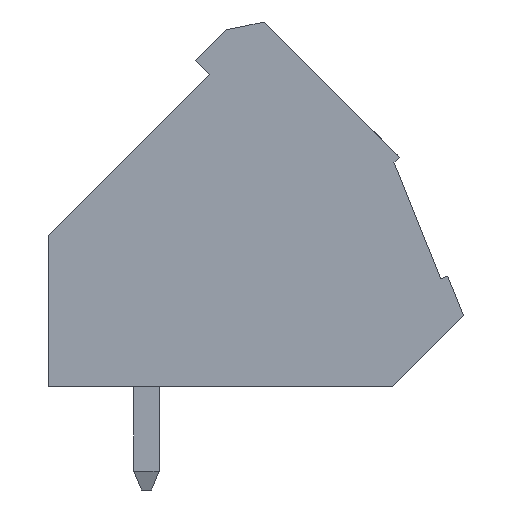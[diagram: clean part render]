
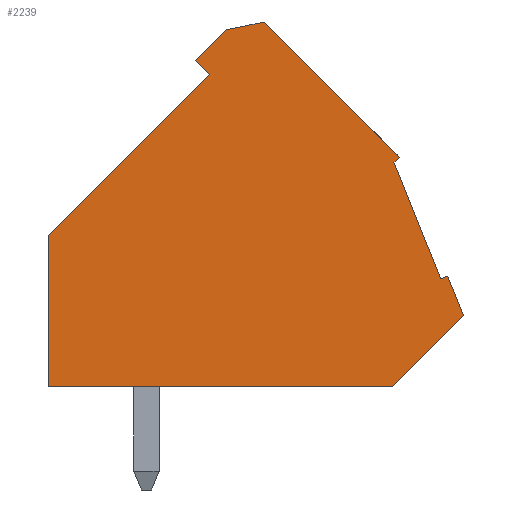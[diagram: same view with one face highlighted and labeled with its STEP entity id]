
A CAD part, left-side view. The second image highlights one B-rep face of the part: STEP entity #2239.
In plain terms, the highlighted planar face has unit normal (-1, 0, 0).
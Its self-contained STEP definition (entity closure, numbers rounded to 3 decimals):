
#2239 = ADVANCED_FACE( '', ( #4840 ), #4841, .F. );
#4840 = FACE_OUTER_BOUND( '', #7878, .T. );
#4841 = PLANE( '', #7879 );
#7878 = EDGE_LOOP( '', ( #14319, #14320, #14321, #14322, #14323, #14324, #14325, #14326, #14327, #14328, #14329, #14330 ) );
#7879 = AXIS2_PLACEMENT_3D( '', #14331, #14332, #14333 );
#14319 = ORIENTED_EDGE( '', *, *, #20507, .F. );
#14320 = ORIENTED_EDGE( '', *, *, #21650, .F. );
#14321 = ORIENTED_EDGE( '', *, *, #19207, .F. );
#14322 = ORIENTED_EDGE( '', *, *, #21651, .F. );
#14323 = ORIENTED_EDGE( '', *, *, #20692, .F. );
#14324 = ORIENTED_EDGE( '', *, *, #21652, .F. );
#14325 = ORIENTED_EDGE( '', *, *, #21653, .F. );
#14326 = ORIENTED_EDGE( '', *, *, #19096, .F. );
#14327 = ORIENTED_EDGE( '', *, *, #21654, .F. );
#14328 = ORIENTED_EDGE( '', *, *, #19547, .F. );
#14329 = ORIENTED_EDGE( '', *, *, #21655, .F. );
#14330 = ORIENTED_EDGE( '', *, *, #21171, .F. );
#14331 = CARTESIAN_POINT( '', ( -59.12, 0., 0. ) );
#14332 = DIRECTION( '', ( 1., 0., 0. ) );
#14333 = DIRECTION( '', ( 0., 0., -1. ) );
#19096 = EDGE_CURVE( '', #23010, #23011, #23012, .T. );
#19207 = EDGE_CURVE( '', #23221, #23222, #23223, .T. );
#19547 = EDGE_CURVE( '', #23824, #23825, #23826, .T. );
#20507 = EDGE_CURVE( '', #25434, #25436, #25437, .T. );
#20692 = EDGE_CURVE( '', #25732, #25733, #25734, .T. );
#21171 = EDGE_CURVE( '', #25436, #26462, #26463, .T. );
#21650 = EDGE_CURVE( '', #23222, #25434, #27122, .T. );
#21651 = EDGE_CURVE( '', #25733, #23221, #27123, .T. );
#21652 = EDGE_CURVE( '', #27124, #25732, #27125, .T. );
#21653 = EDGE_CURVE( '', #23011, #27124, #27126, .T. );
#21654 = EDGE_CURVE( '', #23825, #23010, #27127, .T. );
#21655 = EDGE_CURVE( '', #26462, #23824, #27128, .T. );
#23010 = VERTEX_POINT( '', #28784 );
#23011 = VERTEX_POINT( '', #28785 );
#23012 = LINE( '', #28786, #28787 );
#23221 = VERTEX_POINT( '', #29089 );
#23222 = VERTEX_POINT( '', #29090 );
#23223 = LINE( '', #29091, #29092 );
#23824 = VERTEX_POINT( '', #29965 );
#23825 = VERTEX_POINT( '', #29966 );
#23826 = LINE( '', #29967, #29968 );
#25434 = VERTEX_POINT( '', #32326 );
#25436 = VERTEX_POINT( '', #32329 );
#25437 = LINE( '', #32330, #32331 );
#25732 = VERTEX_POINT( '', #32817 );
#25733 = VERTEX_POINT( '', #32818 );
#25734 = LINE( '', #32819, #32820 );
#26462 = VERTEX_POINT( '', #33937 );
#26463 = LINE( '', #33938, #33939 );
#27122 = LINE( '', #34973, #34974 );
#27123 = LINE( '', #34975, #34976 );
#27124 = VERTEX_POINT( '', #34977 );
#27125 = LINE( '', #34978, #34979 );
#27126 = LINE( '', #34980, #34981 );
#27127 = LINE( '', #34982, #34983 );
#27128 = LINE( '', #34984, #34985 );
#28784 = CARTESIAN_POINT( '', ( -59.12, 0.987, 9.98 ) );
#28785 = CARTESIAN_POINT( '', ( -59.12, -0.215, 11.182 ) );
#28786 = CARTESIAN_POINT( '', ( -59.12, 0.987, 9.98 ) );
#28787 = VECTOR( '', #36970, 1000. );
#29089 = CARTESIAN_POINT( '', ( -59.12, -8.752, 1.294 ) );
#29090 = CARTESIAN_POINT( '', ( -59.12, -9.031, 1.406 ) );
#29091 = CARTESIAN_POINT( '', ( -59.12, -8.752, 1.294 ) );
#29092 = VECTOR( '', #37103, 1000. );
#29965 = CARTESIAN_POINT( '', ( -59.12, 6.836, 3. ) );
#29966 = CARTESIAN_POINT( '', ( -59.12, 0.422, 9.414 ) );
#29967 = CARTESIAN_POINT( '', ( -59.12, 6.836, 3. ) );
#29968 = VECTOR( '', #37445, 1000. );
#32326 = CARTESIAN_POINT( '', ( -59.12, -9.664, -0.172 ) );
#32329 = CARTESIAN_POINT( '', ( -59.12, -6.836, -3. ) );
#32330 = CARTESIAN_POINT( '', ( -59.12, -9.664, -0.172 ) );
#32331 = VECTOR( '', #38413, 1000. );
#32817 = CARTESIAN_POINT( '', ( -59.12, -7.109, 6.126 ) );
#32818 = CARTESIAN_POINT( '', ( -59.12, -6.897, 5.914 ) );
#32819 = CARTESIAN_POINT( '', ( -59.12, -7.109, 6.126 ) );
#32820 = VECTOR( '', #38575, 1000. );
#33937 = CARTESIAN_POINT( '', ( -59.12, 6.836, -3. ) );
#33938 = CARTESIAN_POINT( '', ( -59.12, -6.836, -3. ) );
#33939 = VECTOR( '', #39025, 1000. );
#34973 = CARTESIAN_POINT( '', ( -59.12, -9.031, 1.406 ) );
#34974 = VECTOR( '', #39458, 1000. );
#34975 = CARTESIAN_POINT( '', ( -59.12, -6.897, 5.914 ) );
#34976 = VECTOR( '', #39459, 1000. );
#34977 = CARTESIAN_POINT( '', ( -59.12, -1.735, 11.5 ) );
#34978 = CARTESIAN_POINT( '', ( -59.12, -1.735, 11.5 ) );
#34979 = VECTOR( '', #39460, 1000. );
#34980 = CARTESIAN_POINT( '', ( -59.12, -0.215, 11.182 ) );
#34981 = VECTOR( '', #39461, 1000. );
#34982 = CARTESIAN_POINT( '', ( -59.12, 0.422, 9.414 ) );
#34983 = VECTOR( '', #39462, 1000. );
#34984 = CARTESIAN_POINT( '', ( -59.12, 6.836, -3. ) );
#34985 = VECTOR( '', #39463, 1000. );
#36970 = DIRECTION( '', ( 0., -0.707, 0.707 ) );
#37103 = DIRECTION( '', ( 0., -0.928, 0.373 ) );
#37445 = DIRECTION( '', ( 0., -0.707, 0.707 ) );
#38413 = DIRECTION( '', ( 0., 0.707, -0.707 ) );
#38575 = DIRECTION( '', ( 0., 0.707, -0.707 ) );
#39025 = DIRECTION( '', ( 0., 1., 0. ) );
#39458 = DIRECTION( '', ( 0., -0.373, -0.928 ) );
#39459 = DIRECTION( '', ( 0., -0.373, -0.928 ) );
#39460 = DIRECTION( '', ( 0., -0.707, -0.707 ) );
#39461 = DIRECTION( '', ( 0., -0.979, 0.205 ) );
#39462 = DIRECTION( '', ( 0., 0.707, 0.707 ) );
#39463 = DIRECTION( '', ( 0., 0., 1. ) );
